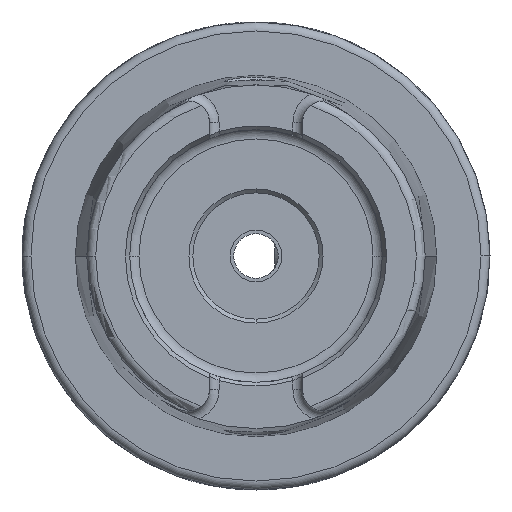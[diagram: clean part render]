
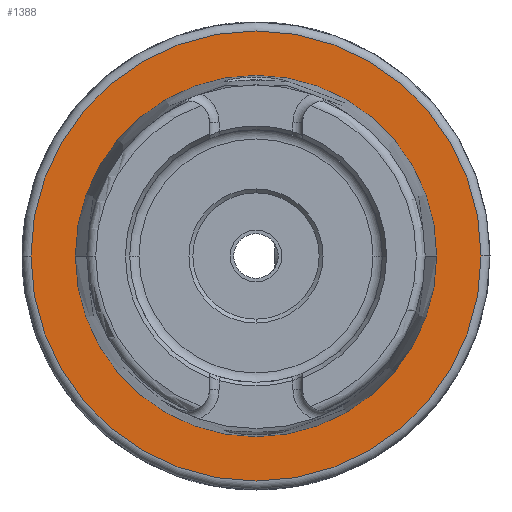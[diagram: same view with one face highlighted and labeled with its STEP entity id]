
A CAD part, left-side view. The second image highlights one B-rep face of the part: STEP entity #1388.
In plain terms, the highlighted planar face has unit normal (-1, 0, 0).
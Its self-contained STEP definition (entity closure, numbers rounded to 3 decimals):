
#1297 = EDGE_CURVE ( 'NONE', #5480, #5434, #4402, .T. ) ;
#1385 = EDGE_LOOP ( 'NONE', ( #1481, #1465 ) ) ;
#1388 = ADVANCED_FACE ( 'NONE', ( #4483, #4470 ), #4499, .T. ) ;
#1465 = ORIENTED_EDGE ( 'NONE', *, *, #1297, .T. ) ;
#1466 = ORIENTED_EDGE ( 'NONE', *, *, #5268, .F. ) ;
#1480 = EDGE_LOOP ( 'NONE', ( #1466, #1488 ) ) ;
#1481 = ORIENTED_EDGE ( 'NONE', *, *, #5433, .T. ) ;
#1488 = ORIENTED_EDGE ( 'NONE', *, *, #1489, .F. ) ;
#1489 = EDGE_CURVE ( 'NONE', #5252, #5260, #4625, .T. ) ;
#4398 = DIRECTION ( 'NONE',  ( 0., 1., 0. ) ) ;
#4399 = DIRECTION ( 'NONE',  ( 1., 0., 0. ) ) ;
#4400 = CARTESIAN_POINT ( 'NONE',  ( 0., 0., 0. ) ) ;
#4401 = AXIS2_PLACEMENT_3D ( 'NONE', #4400, #4399, #4398 ) ;
#4402 = CIRCLE ( 'NONE', #4401, 24.321 ) ;
#4470 = FACE_OUTER_BOUND ( 'NONE', #1480, .T. ) ;
#4483 = FACE_BOUND ( 'NONE', #1385, .T. ) ;
#4495 = DIRECTION ( 'NONE',  ( 0., -1., 0. ) ) ;
#4496 = DIRECTION ( 'NONE',  ( -1., 0., 0. ) ) ;
#4497 = CARTESIAN_POINT ( 'NONE',  ( 0., 24.321, 0. ) ) ;
#4498 = AXIS2_PLACEMENT_3D ( 'NONE', #4497, #4496, #4495 ) ;
#4499 = PLANE ( 'NONE',  #4498 ) ;
#4561 = DIRECTION ( 'NONE',  ( 0., 1., 0. ) ) ;
#4562 = DIRECTION ( 'NONE',  ( 1., 0., 0. ) ) ;
#4563 = CARTESIAN_POINT ( 'NONE',  ( 0., 0., 0. ) ) ;
#4564 = AXIS2_PLACEMENT_3D ( 'NONE', #4563, #4562, #4561 ) ;
#4625 = CIRCLE ( 'NONE', #4564, 30.3 ) ;
#5252 = VERTEX_POINT ( 'NONE', #7211 ) ;
#5260 = VERTEX_POINT ( 'NONE', #7196 ) ;
#5268 = EDGE_CURVE ( 'NONE', #5260, #5252, #6178, .T. ) ;
#5433 = EDGE_CURVE ( 'NONE', #5434, #5480, #6731, .T. ) ;
#5434 = VERTEX_POINT ( 'NONE', #6657 ) ;
#5480 = VERTEX_POINT ( 'NONE', #6732 ) ;
#6178 = CIRCLE ( 'NONE', #6192, 30.3 ) ;
#6183 = DIRECTION ( 'NONE',  ( 1., 0., 0. ) ) ;
#6190 = CARTESIAN_POINT ( 'NONE',  ( 0., 0., 0. ) ) ;
#6191 = DIRECTION ( 'NONE',  ( 0., 1., 0. ) ) ;
#6192 = AXIS2_PLACEMENT_3D ( 'NONE', #6190, #6183, #6191 ) ;
#6657 = CARTESIAN_POINT ( 'NONE',  ( 0., 24.321, 0. ) ) ;
#6725 = AXIS2_PLACEMENT_3D ( 'NONE', #6746, #6745, #6727 ) ;
#6727 = DIRECTION ( 'NONE',  ( 0., 1., 0. ) ) ;
#6731 = CIRCLE ( 'NONE', #6725, 24.321 ) ;
#6732 = CARTESIAN_POINT ( 'NONE',  ( 0., -24.321, 0. ) ) ;
#6745 = DIRECTION ( 'NONE',  ( 1., 0., 0. ) ) ;
#6746 = CARTESIAN_POINT ( 'NONE',  ( 0., 0., 0. ) ) ;
#7196 = CARTESIAN_POINT ( 'NONE',  ( 0., 30.3, 0. ) ) ;
#7211 = CARTESIAN_POINT ( 'NONE',  ( 0., -30.3, 0. ) ) ;
